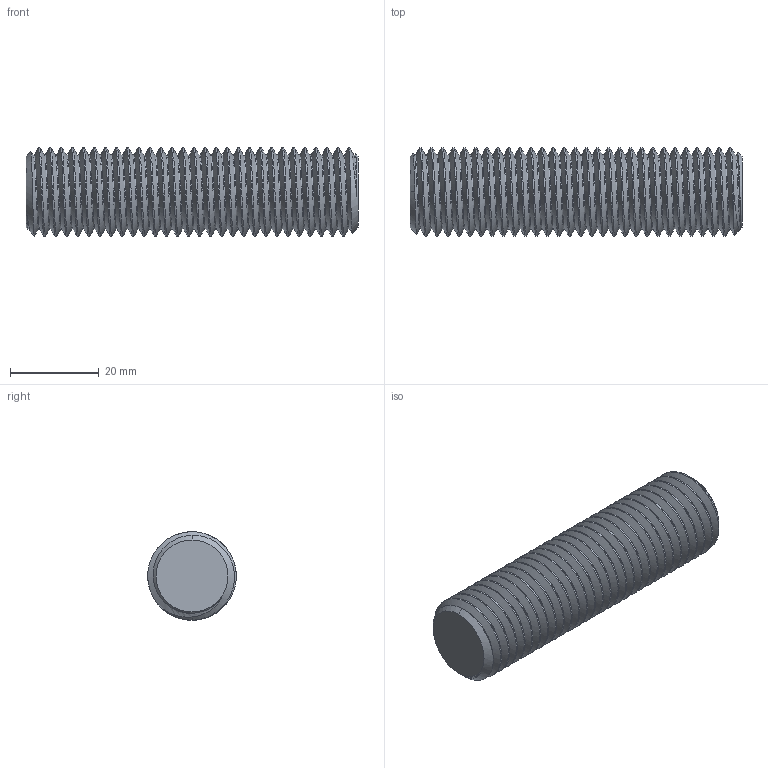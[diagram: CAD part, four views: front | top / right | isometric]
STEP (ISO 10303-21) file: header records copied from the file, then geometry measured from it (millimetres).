
FILE_DESCRIPTION (( 'STEP AP203' ), '1' );
FILE_NAME ('1078N18.step', '2016-07-27T19:28:29', ( '' ), ( '' ), 'SwSTEP 2.0', 'SolidWorks 2010', '' );
FILE_SCHEMA (( 'CONFIG_CONTROL_DESIGN' ));
Length unit declared in the file: millimetre
Products named in the file (1): 1078N18
Bounding box: 75 x 20 x 20 mm (x, y, z)
Volume: 19868.3 mm3; surface area: 7939.9 mm2
Topology: 1 solids, 1 shells, 68 faces, 196 edges, 130 vertices
Faces by surface type: cylinder 58, cone 5, bspline 3, plane 2
Entity records: 8421 total; most frequent: CARTESIAN_POINT 6934, ORIENTED_EDGE 392, DIRECTION 206, EDGE_CURVE 196, VERTEX_POINT 130, AXIS2_PLACEMENT_3D 72, FACE_OUTER_BOUND 68, EDGE_LOOP 68
